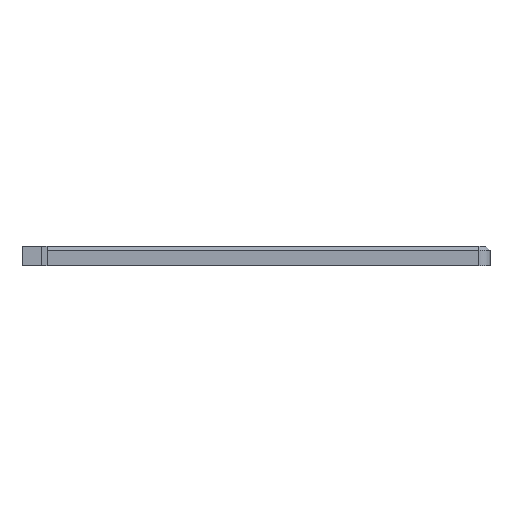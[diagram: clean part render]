
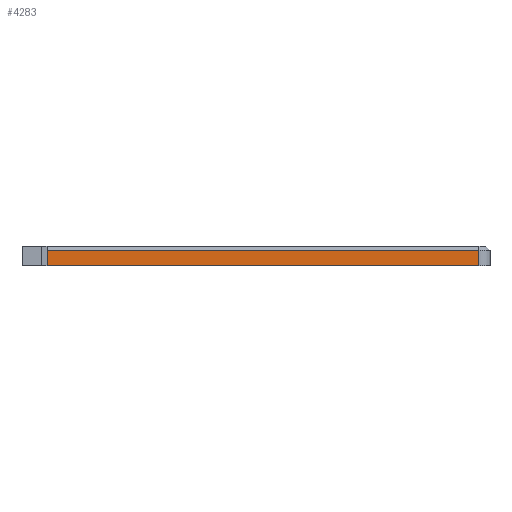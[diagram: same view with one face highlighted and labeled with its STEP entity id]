
A CAD part, front view. The second image highlights one B-rep face of the part: STEP entity #4283.
In plain terms, the highlighted planar face has unit normal (0, -1, 0).
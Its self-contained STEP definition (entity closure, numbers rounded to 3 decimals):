
#346=FACE_OUTER_BOUND('',#608,.T.);
#608=EDGE_LOOP('',(#3286,#3287,#3288,#3289));
#835=LINE('',#5886,#1309);
#907=LINE('',#6086,#1381);
#1049=LINE('',#6906,#1523);
#1054=LINE('',#6919,#1528);
#1309=VECTOR('',#4827,10.);
#1381=VECTOR('',#4967,10.);
#1523=VECTOR('',#5207,10.);
#1528=VECTOR('',#5224,10.);
#1778=VERTEX_POINT('',#5883);
#1779=VERTEX_POINT('',#5885);
#1873=VERTEX_POINT('',#6084);
#2097=VERTEX_POINT('',#6905);
#2191=EDGE_CURVE('',#1779,#1778,#835,.T.);
#2293=EDGE_CURVE('',#1873,#1778,#907,.T.);
#2538=EDGE_CURVE('',#1779,#2097,#1049,.T.);
#2545=EDGE_CURVE('',#2097,#1873,#1054,.T.);
#3286=ORIENTED_EDGE('',*,*,#2191,.T.);
#3287=ORIENTED_EDGE('',*,*,#2293,.F.);
#3288=ORIENTED_EDGE('',*,*,#2545,.F.);
#3289=ORIENTED_EDGE('',*,*,#2538,.F.);
#4138=PLANE('',#4595);
#4283=ADVANCED_FACE('',(#346),#4138,.T.);
#4595=AXIS2_PLACEMENT_3D('',#6918,#5222,#5223);
#4827=DIRECTION('',(0.,0.,-1.));
#4967=DIRECTION('',(-1.,0.,0.));
#5207=DIRECTION('',(1.,0.,0.));
#5222=DIRECTION('center_axis',(0.,-1.,0.));
#5223=DIRECTION('ref_axis',(1.,0.,0.));
#5224=DIRECTION('',(0.,0.,-1.));
#5883=CARTESIAN_POINT('',(5.52,-25.877,0.));
#5885=CARTESIAN_POINT('',(5.52,-25.877,5.5));
#5886=CARTESIAN_POINT('',(5.52,-25.877,1.75));
#6084=CARTESIAN_POINT('',(160.866,-25.877,0.));
#6086=CARTESIAN_POINT('',(164.866,-25.877,0.));
#6905=CARTESIAN_POINT('',(160.866,-25.877,5.5));
#6906=CARTESIAN_POINT('',(-118.184,-25.877,5.5));
#6918=CARTESIAN_POINT('Origin',(-212.534,-25.877,0.));
#6919=CARTESIAN_POINT('',(160.866,-25.877,0.));
